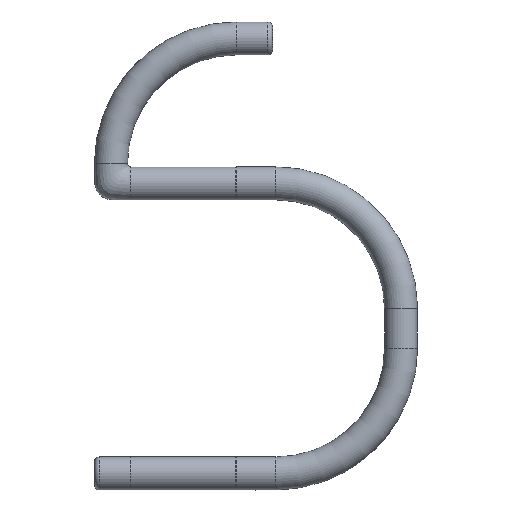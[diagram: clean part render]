
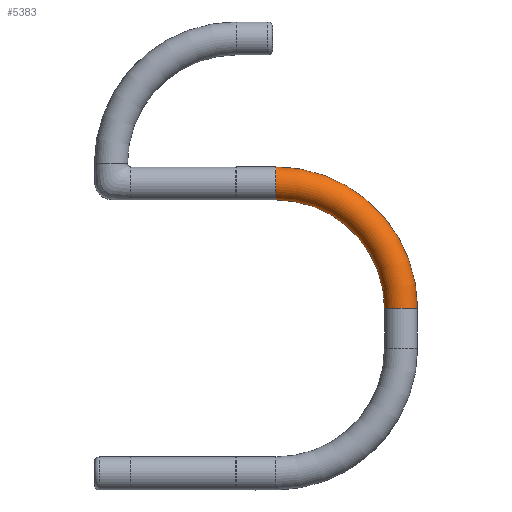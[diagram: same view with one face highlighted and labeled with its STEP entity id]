
A CAD part, top view. The second image highlights one B-rep face of the part: STEP entity #5383.
In plain terms, the highlighted toroidal (fillet/blend) face has major radius 94.8 mm and minor radius 12.5 mm.
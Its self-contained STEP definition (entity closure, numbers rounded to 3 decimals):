
#144=TOROIDAL_SURFACE('',#36113,94.8,12.5);
#1622=FACE_OUTER_BOUND('',#8626,.T.);
#5383=ADVANCED_FACE('',(#1622),#144,.T.);
#8626=EDGE_LOOP('',(#14175,#14176,#14177,#14178));
#14175=ORIENTED_EDGE('',*,*,#25324,.F.);
#14176=ORIENTED_EDGE('',*,*,#25326,.T.);
#14177=ORIENTED_EDGE('',*,*,#25322,.T.);
#14178=ORIENTED_EDGE('',*,*,#25327,.T.);
#21300=VERTEX_POINT('',#68663);
#21301=VERTEX_POINT('',#68665);
#21302=VERTEX_POINT('',#68669);
#21303=VERTEX_POINT('',#68671);
#25322=EDGE_CURVE('',#21300,#21301,#28865,.T.);
#25324=EDGE_CURVE('',#21302,#21303,#28866,.T.);
#25326=EDGE_CURVE('',#21302,#21300,#28867,.T.);
#25327=EDGE_CURVE('',#21301,#21303,#28868,.T.);
#28865=CIRCLE('',#36107,12.5);
#28866=CIRCLE('',#36109,12.5);
#28867=CIRCLE('',#36111,82.3);
#28868=CIRCLE('',#36112,107.3);
#36107=AXIS2_PLACEMENT_3D('',#68666,#42628,#42629);
#36109=AXIS2_PLACEMENT_3D('',#68670,#42633,#42634);
#36111=AXIS2_PLACEMENT_3D('',#68674,#42638,#42639);
#36112=AXIS2_PLACEMENT_3D('',#68675,#42640,#42641);
#36113=AXIS2_PLACEMENT_3D('',#68676,#42642,#42643);
#42628=DIRECTION('',(0.,1.,0.));
#42629=DIRECTION('',(-1.,0.,0.));
#42633=DIRECTION('',(-1.,0.,0.));
#42634=DIRECTION('',(0.,-1.,0.));
#42638=DIRECTION('',(0.,0.,-1.));
#42639=DIRECTION('',(-1.,0.,0.));
#42640=DIRECTION('',(0.,0.,1.));
#42641=DIRECTION('',(-1.,0.,0.));
#42642=DIRECTION('',(0.,0.,-1.));
#42643=DIRECTION('',(-1.,0.,0.));
#68663=CARTESIAN_POINT('',(207.325,125.075,0.));
#68665=CARTESIAN_POINT('',(232.325,125.075,0.));
#68666=CARTESIAN_POINT('',(219.825,125.075,0.));
#68669=CARTESIAN_POINT('',(125.05,207.35,0.));
#68670=CARTESIAN_POINT('',(125.05,219.85,0.));
#68671=CARTESIAN_POINT('',(125.05,232.35,0.));
#68674=CARTESIAN_POINT('',(125.025,125.05,0.));
#68675=CARTESIAN_POINT('',(125.025,125.05,0.));
#68676=CARTESIAN_POINT('',(125.025,125.05,0.));
